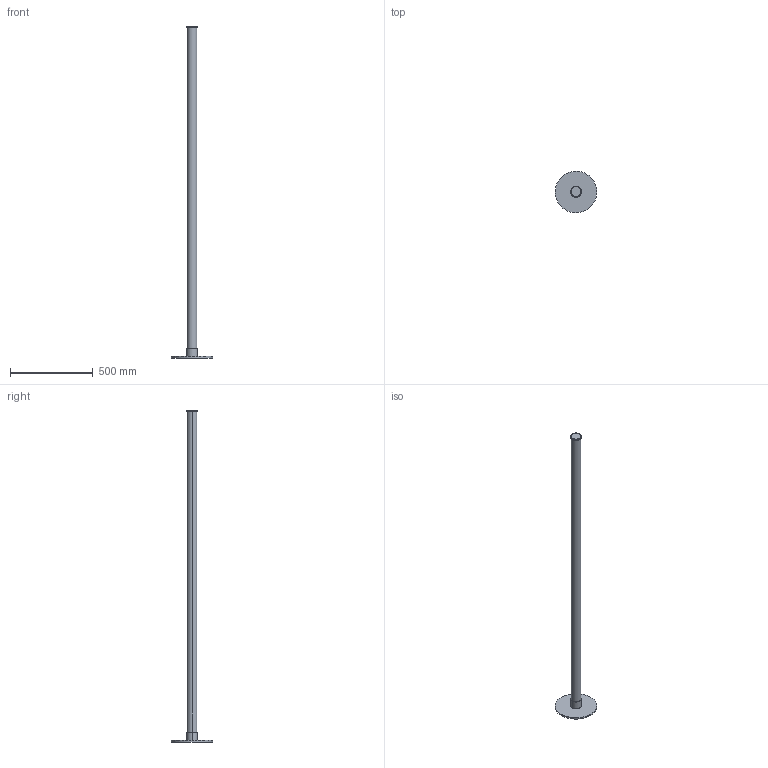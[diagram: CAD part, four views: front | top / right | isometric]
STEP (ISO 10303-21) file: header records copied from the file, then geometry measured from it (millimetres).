
FILE_DESCRIPTION(/* description */ (''),/* implementation_level */ '2;1');
FILE_NAME(/* name */ 'T33150~1',/* time_stamp */ '2020-11-12T11:37:32+01:00',/* author */ (''),/* organization */ (''),/* preprocessor_version */ 'ST-DEVELOPER v16.5',/* originating_system */ '',/* authorisation */ '');
FILE_SCHEMA (('AUTOMOTIVE_DESIGN'));
Length unit declared in the file: millimetre
Products named in the file (1): Document
Bounding box: 250 x 249.98 x 2000 mm (x, y, z)
Volume: 6153302.3 mm3; surface area: 497523.8 mm2
Topology: 3 solids, 3 shells, 18 faces, 30 edges, 20 vertices
Faces by surface type: bspline 10, plane 8
Entity records: 499 total; most frequent: CARTESIAN_POINT 250, ORIENTED_EDGE 60, EDGE_CURVE 30, EDGE_LOOP 20, VERTEX_POINT 20, ADVANCED_FACE 18, FACE_OUTER_BOUND 18, DIRECTION 12
